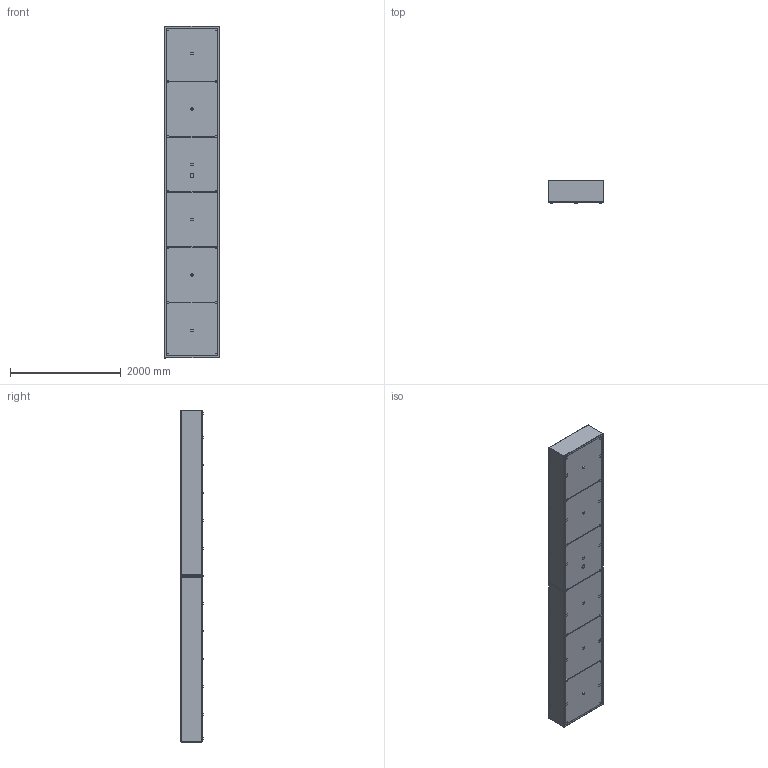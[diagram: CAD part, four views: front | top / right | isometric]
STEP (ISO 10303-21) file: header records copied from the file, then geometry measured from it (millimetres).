
FILE_DESCRIPTION (( 'STEP AP214' ), '1' );
FILE_NAME ('CB1.STEP', '2021-09-15T06:35:24', ( '' ), ( '' ), 'SwSTEP 2.0', 'SolidWorks 2021', '' );
FILE_SCHEMA (( 'AUTOMOTIVE_DESIGN' ));
Length unit declared in the file: millimetre
Products named in the file (23): CB1.-Side 3; FeetCB1.; CB1.-Reinforcement Base; CB1.-Reinforcement 2 Base; CB1.-Reinforcement 3 Cover; CB1.-L-_Default<As Machined>; Ring top; CB1.-Support 2_Default<As Machined>; CB1.-Reinforcement cover; CB1.-Reinforcement 2 Cover; CB1.-Strip; CB1.-pipe cover; CB1. Cover; CB1.-pipe; CB1. Base; CB1.-Side 2; CB1.-Bottom 1; CB1.-Bottom 3; CB1.-Support 1_Default<As Machined>; CB1.-Cover; CB1.-Bottom 2; CB1; CB1.-Side
Assembly tree (98 placements, depth 3):
  CB1
    CB1. Base
      CB1.-Bottom 1
      CB1.-Side  x2
      CB1.-pipe
      CB1.-Strip  x4
      FeetCB1.  x20
      CB1.-Side 2  x2
      CB1.-Bottom 2  x2
      CB1.-Reinforcement Base  x6
      CB1.-Bottom 3  x3
      CB1.-Side 3  x2
      CB1.-Reinforcement 2 Base  x2
      CB1.-Support 2_Default<As Machined>  x12
    CB1. Cover
      CB1.-Cover  x2
      Ring top  x6
      CB1.-pipe cover  x6
      CB1.-L-_Default<As Machined>  x4
      CB1.-Reinforcement cover  x6
      CB1.-Reinforcement 2 Cover
      CB1.-Support 1_Default<As Machined>  x12
      CB1.-Reinforcement 3 Cover  x2
Bounding box: 1000 x 400 x 5988 mm (x, y, z)
Volume: 58828408.2 mm3; surface area: 39518224 mm2
Topology: 96 solids, 96 shells, 2066 faces, 4502 edges, 2628 vertices
Faces by surface type: plane 1312, cylinder 562, bspline 192
Entity records: 13333 total; most frequent: CARTESIAN_POINT 3155, DIRECTION 1957, ORIENTED_EDGE 1762, EDGE_CURVE 881, LINE 661, VECTOR 661, AXIS2_PLACEMENT_3D 648, VERTEX_POINT 510
